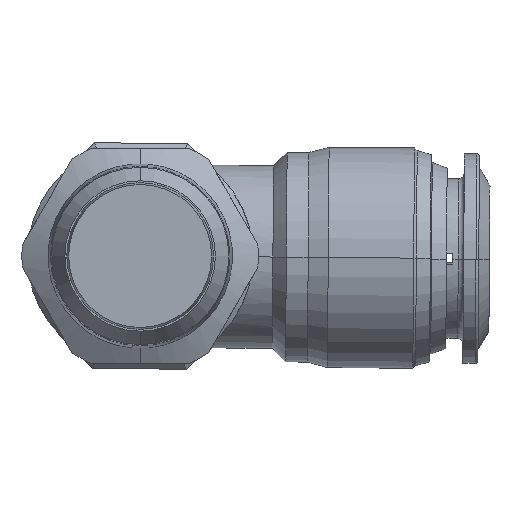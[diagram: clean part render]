
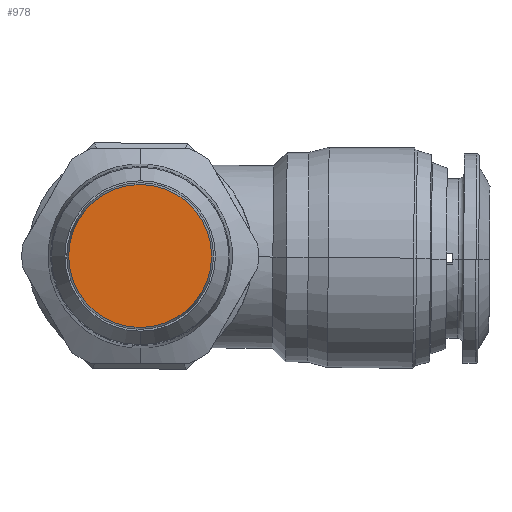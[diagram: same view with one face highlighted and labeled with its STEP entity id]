
A CAD part, front view. The second image highlights one B-rep face of the part: STEP entity #978.
In plain terms, the highlighted planar face has unit normal (0, -1, 0).
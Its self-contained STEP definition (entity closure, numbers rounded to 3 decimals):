
#73 = EDGE_CURVE ( 'NONE', #1732, #1738, #3113, .T. ) ;
#393 = PLANE ( 'NONE',  #7066 ) ;
#404 = CARTESIAN_POINT ( 'NONE',  ( 0., 0., 0. ) ) ;
#405 = DIRECTION ( 'NONE',  ( 0., -1., 0. ) ) ;
#407 = DIRECTION ( 'NONE',  ( 0., 0., -1. ) ) ;
#978 = ADVANCED_FACE ( 'NONE', ( #4323 ), #393, .T. ) ;
#1732 = VERTEX_POINT ( 'NONE', #2263 ) ;
#1738 = VERTEX_POINT ( 'NONE', #3469 ) ;
#2263 = CARTESIAN_POINT ( 'NONE',  ( 0., 0., -6.65 ) ) ;
#2325 = EDGE_LOOP ( 'NONE', ( #2553, #2554 ) ) ;
#2553 = ORIENTED_EDGE ( 'NONE', *, *, #8930, .T. ) ;
#2554 = ORIENTED_EDGE ( 'NONE', *, *, #73, .T. ) ;
#3113 = CIRCLE ( 'NONE', #4932, 6.65 ) ;
#3469 = CARTESIAN_POINT ( 'NONE',  ( 0., 0., 6.65 ) ) ;
#4323 = FACE_OUTER_BOUND ( 'NONE', #2325, .T. ) ;
#4932 = AXIS2_PLACEMENT_3D ( 'NONE', #7338, #7337, #7336 ) ;
#7066 = AXIS2_PLACEMENT_3D ( 'NONE', #404, #405, #407 ) ;
#7336 = DIRECTION ( 'NONE',  ( 0., 0., -1. ) ) ;
#7337 = DIRECTION ( 'NONE',  ( 0., -1., 0. ) ) ;
#7338 = CARTESIAN_POINT ( 'NONE',  ( 0., 0., 0. ) ) ;
#7806 = CARTESIAN_POINT ( 'NONE',  ( 0., 0., 0. ) ) ;
#7807 = DIRECTION ( 'NONE',  ( 0., -1., 0. ) ) ;
#7808 = DIRECTION ( 'NONE',  ( 0., 0., -1. ) ) ;
#8386 = CIRCLE ( 'NONE', #8827, 6.65 ) ;
#8827 = AXIS2_PLACEMENT_3D ( 'NONE', #7806, #7807, #7808 ) ;
#8930 = EDGE_CURVE ( 'NONE', #1738, #1732, #8386, .T. ) ;
